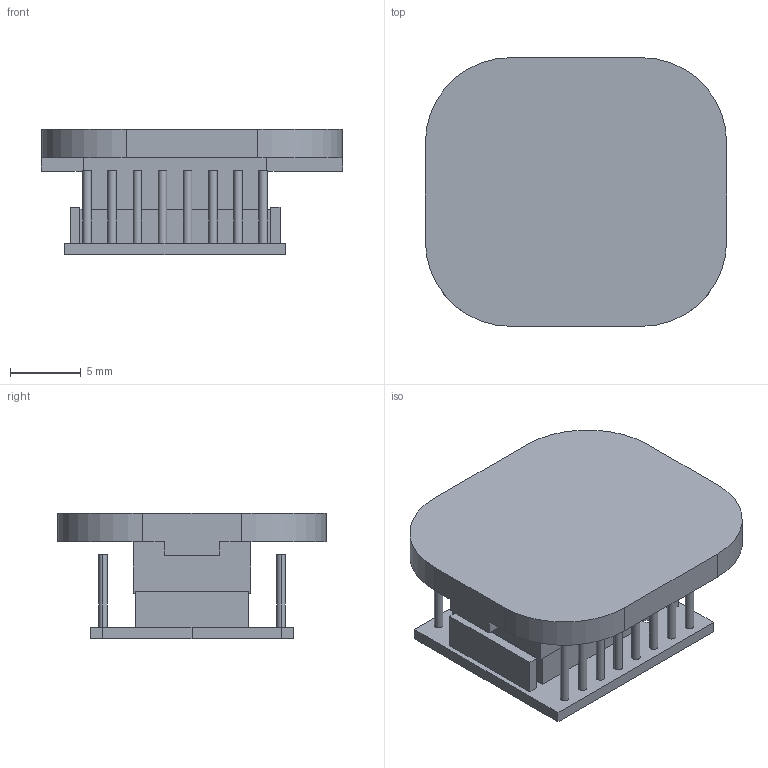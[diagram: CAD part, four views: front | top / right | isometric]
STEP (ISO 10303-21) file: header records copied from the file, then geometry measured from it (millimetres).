
FILE_DESCRIPTION(('CATIA V5 STEP Exchange'),'2;1');
FILE_NAME('ADNS 9800 + Lentille .stp','2023-09-21T13:45:49+00:00',('none'),('none'),'CATIA Version 5 Release 17 (IN-10)','CATIA V5 STEP AP203','none');
FILE_SCHEMA(('CONFIG_CONTROL_DESIGN'));
Length unit declared in the file: millimetre
Products named in the file (1): ADNS 9800 + Lentille
Assembly tree (2 placements, depth 2):
  ADNS 9800 + Lentille
    #56
    #2291
Bounding box: 21.3 x 19 x 8.85 mm (x, y, z)
Volume: 1622.8 mm3; surface area: 1868.8 mm2
Topology: 2 solids, 2 shells, 110 faces, 264 edges, 176 vertices
Faces by surface type: plane 68, cylinder 42
Entity records: 2961 total; most frequent: ORIENTED_EDGE 528, CARTESIAN_POINT 502, DIRECTION 388, EDGE_CURVE 264, VECTOR 180, LINE 180, VERTEX_POINT 176, AXIS2_PLACEMENT_3D 146
